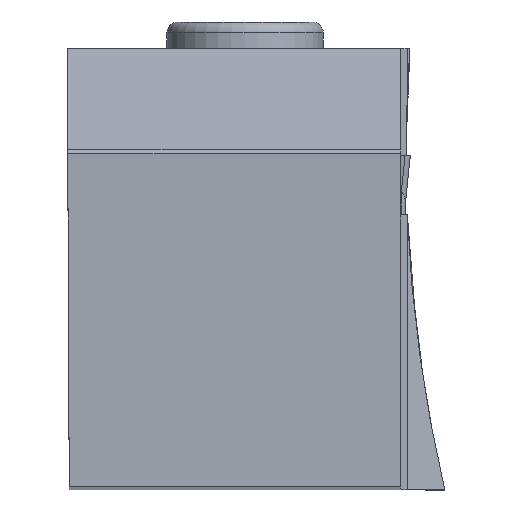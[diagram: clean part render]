
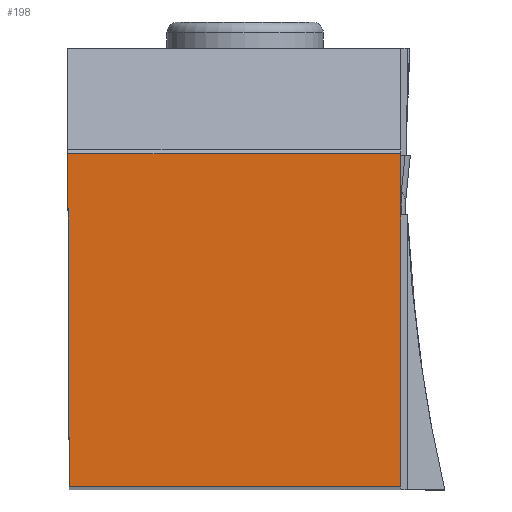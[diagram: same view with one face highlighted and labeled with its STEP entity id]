
A CAD part, top view. The second image highlights one B-rep face of the part: STEP entity #198.
In plain terms, the highlighted planar face has unit normal (0, 0, 1).
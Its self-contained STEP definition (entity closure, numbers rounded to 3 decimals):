
#198=ADVANCED_FACE('BLANK_BOXF006',(#313),#248,.F.);
#248=PLANE('',#1528);
#313=FACE_OUTER_BOUND('',#380,.T.);
#380=EDGE_LOOP('',(#710,#711,#712,#713));
#710=ORIENTED_EDGE('',*,*,#1045,.T.);
#711=ORIENTED_EDGE('',*,*,#1086,.T.);
#712=ORIENTED_EDGE('',*,*,#1082,.T.);
#713=ORIENTED_EDGE('',*,*,#1071,.T.);
#888=VERTEX_POINT('',#2342);
#889=VERTEX_POINT('',#2344);
#904=VERTEX_POINT('',#2461);
#910=VERTEX_POINT('',#2482);
#1045=EDGE_CURVE('',#889,#888,#1189,.T.);
#1071=EDGE_CURVE('',#904,#889,#1209,.T.);
#1082=EDGE_CURVE('',#910,#904,#1219,.T.);
#1086=EDGE_CURVE('',#888,#910,#1223,.T.);
#1189=LINE('',#2343,#1324);
#1209=LINE('',#2460,#1344);
#1219=LINE('',#2481,#1354);
#1223=LINE('',#2489,#1358);
#1324=VECTOR('',#1789,1.);
#1344=VECTOR('',#1827,1.);
#1354=VECTOR('',#1847,1.);
#1358=VECTOR('',#1853,1.);
#1528=AXIS2_PLACEMENT_3D('',#2490,#1854,#1855);
#1789=DIRECTION('',(0.,1.,0.));
#1827=DIRECTION('',(1.,0.,0.));
#1847=DIRECTION('',(0.004,-1.,0.));
#1853=DIRECTION('',(-1.,0.,0.));
#1854=DIRECTION('',(0.,0.,-1.));
#1855=DIRECTION('',(0.,-1.,0.));
#2342=CARTESIAN_POINT('',(25.273,25.273,0.));
#2343=CARTESIAN_POINT('',(25.273,-151.4,0.));
#2344=CARTESIAN_POINT('',(25.273,0.,0.));
#2460=CARTESIAN_POINT('',(-151.4,0.,0.));
#2461=CARTESIAN_POINT('',(0.11,0.,0.));
#2481=CARTESIAN_POINT('',(-0.55,151.399,0.));
#2482=CARTESIAN_POINT('',(0.,25.273,0.));
#2489=CARTESIAN_POINT('',(151.4,25.273,0.));
#2490=CARTESIAN_POINT('',(28.616,-5.,0.));
